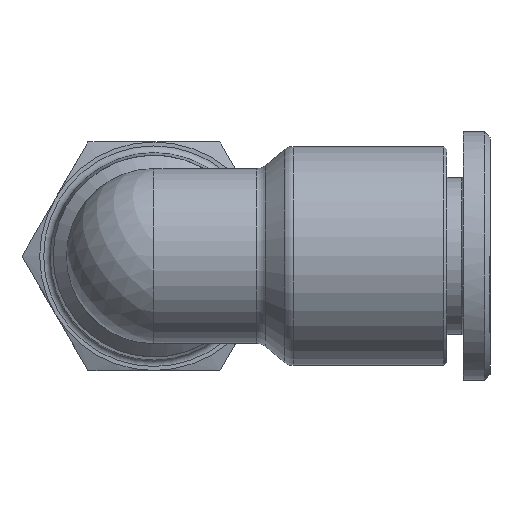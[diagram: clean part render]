
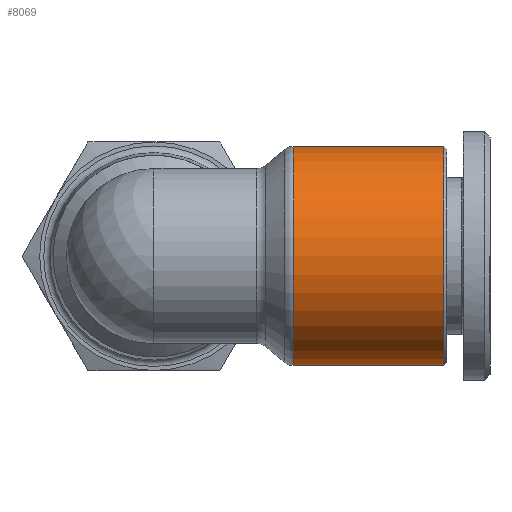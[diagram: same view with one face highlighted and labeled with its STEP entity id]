
A CAD part, top view. The second image highlights one B-rep face of the part: STEP entity #8069.
In plain terms, the highlighted cylindrical face has radius 8.15 mm (diameter 16.3 mm), a full revolution.
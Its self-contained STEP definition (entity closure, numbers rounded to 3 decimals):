
#2662=FACE_BOUND('',#3184,.T.);
#2739=CYLINDRICAL_SURFACE('',#8511,8.15);
#2750=FACE_OUTER_BOUND('',#3183,.T.);
#3183=EDGE_LOOP('',(#5696));
#3184=EDGE_LOOP('',(#5697));
#3646=CIRCLE('',#8512,8.15);
#3647=CIRCLE('',#8513,8.15);
#3687=VERTEX_POINT('',#11059);
#3688=VERTEX_POINT('',#11061);
#4490=EDGE_CURVE('',#3687,#3687,#3646,.T.);
#4491=EDGE_CURVE('',#3688,#3688,#3647,.T.);
#5696=ORIENTED_EDGE('',*,*,#4490,.F.);
#5697=ORIENTED_EDGE('',*,*,#4491,.F.);
#8069=ADVANCED_FACE('',(#2750,#2662),#2739,.T.);
#8511=AXIS2_PLACEMENT_3D('',#11058,#8995,#8996);
#8512=AXIS2_PLACEMENT_3D('',#11060,#8997,#8998);
#8513=AXIS2_PLACEMENT_3D('',#11062,#8999,#9000);
#8995=DIRECTION('center_axis',(1.,0.,0.));
#8996=DIRECTION('ref_axis',(0.,0.,1.));
#8997=DIRECTION('center_axis',(1.,0.,0.));
#8998=DIRECTION('ref_axis',(0.,0.,1.));
#8999=DIRECTION('center_axis',(-1.,0.,0.));
#9000=DIRECTION('ref_axis',(0.,0.,-1.));
#11058=CARTESIAN_POINT('Origin',(28.051,17.287,3.248));
#11059=CARTESIAN_POINT('',(34.601,17.287,-4.902));
#11060=CARTESIAN_POINT('Origin',(34.601,17.287,3.248));
#11061=CARTESIAN_POINT('',(23.411,17.287,-4.902));
#11062=CARTESIAN_POINT('Origin',(23.411,17.287,3.248));
